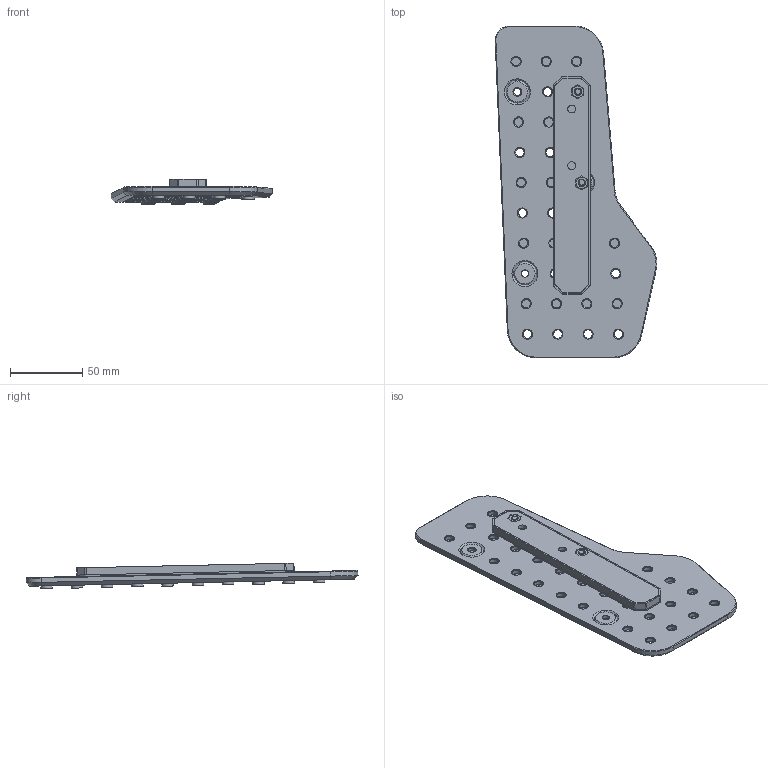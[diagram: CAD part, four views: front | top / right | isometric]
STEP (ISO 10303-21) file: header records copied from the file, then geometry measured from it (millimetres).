
FILE_DESCRIPTION(/* description */ (''),/* implementation_level */ '2;1');
FILE_NAME(/* name */ 'Throttle_Pedal_V1.step',/* time_stamp */ '2025-04-29T11:21:01-07:00',/* author */ (''),/* organization */ (''),/* preprocessor_version */ 'ST-DEVELOPER v20.1',/* originating_system */ 'Autodesk Translation Framework v14.4.0.0',/* authorisation */ '');
FILE_SCHEMA (('AUTOMOTIVE_DESIGN { 1 0 10303 214 3 1 1 }'));
Length unit declared in the file: millimetre
Products named in the file (4): PedalFaces_V1; Throttle Pedal V2; 90710A037_18-8 Stainless Steel Thin Hex Nut; 92125A210_18-8 Stainless Steel Hex Drive Flat Head Screw
Assembly tree (5 placements, depth 3):
  PedalFaces_V1
    Throttle Pedal V2
      90710A037_18-8 Stainless Steel Thin Hex Nut  x2
      92125A210_18-8 Stainless Steel Hex Drive Flat Head Screw  x2
Bounding box: 111.98 x 230.01 x 17.79 mm (x, y, z)
Volume: 130470.8 mm3; surface area: 59451.3 mm2
Topology: 7 solids, 7 shells, 476 faces, 1162 edges, 740 vertices
Faces by surface type: cylinder 188, plane 142, cone 106, bspline 40
Full cylindrical faces by diameter (mm): 3.961 x24, 5 x26, 5.5 x2, 6 x32, 8 x31, 10 x2, 12 x17
Entity records: 16255 total; most frequent: CARTESIAN_POINT 6906, ORIENTED_EDGE 1938, DIRECTION 1835, EDGE_CURVE 969, AXIS2_PLACEMENT_3D 699, VERTEX_POINT 621, EDGE_LOOP 516, LINE 437
